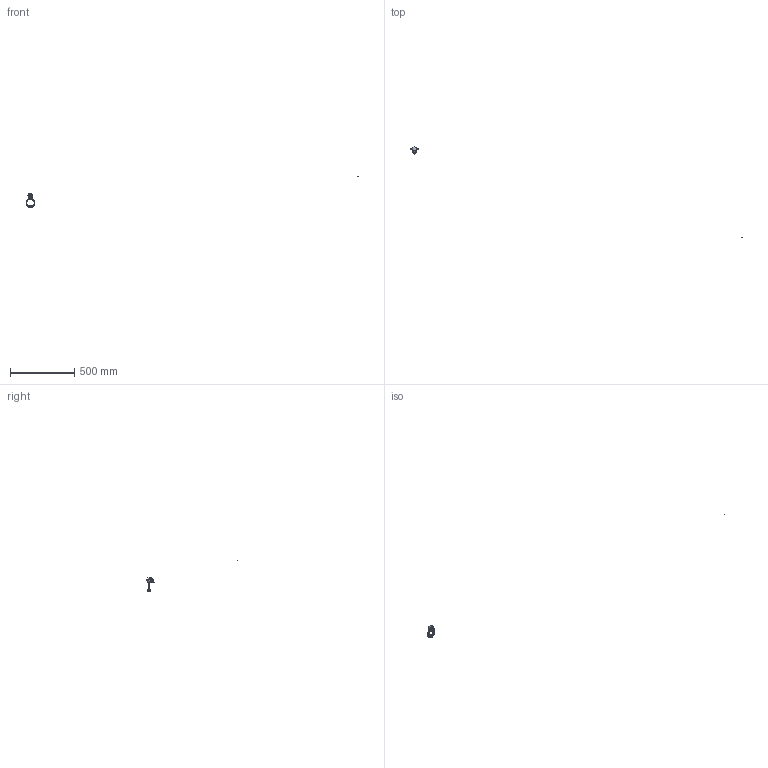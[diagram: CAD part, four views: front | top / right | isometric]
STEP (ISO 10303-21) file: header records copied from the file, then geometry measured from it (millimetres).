
FILE_DESCRIPTION(('FreeCAD Model'),'2;1');
FILE_NAME('Open CASCADE Shape Model','2025-05-04T10:23:24',('FreeCAD'),( 'FreeCAD'),'Open CASCADE STEP processor 7.6','FreeCAD','Unknown');
FILE_SCHEMA(('AUTOMOTIVE_DESIGN { 1 0 10303 214 1 1 1 1 }'));
Products named in the file (1): Open CASCADE STEP translator 7.6 1
Bounding box: 2593.3 x 703.97 x 239.1 mm (x, y, z)
Volume: 32744.8 mm3; surface area: 15863.8 mm2
Topology: 1 solids, 5 shells, 709 faces, 1967 edges, 1256 vertices
Faces by surface type: bspline 709
Entity records: 181329 total; most frequent: CARTESIAN_POINT 170787, ORIENTED_EDGE 3901, EDGE_CURVE 1958, VERTEX_POINT 1256, B_SPLINE_CURVE_WITH_KNOTS 1147, FACE_BOUND 735, EDGE_LOOP 735, ADVANCED_FACE 709
